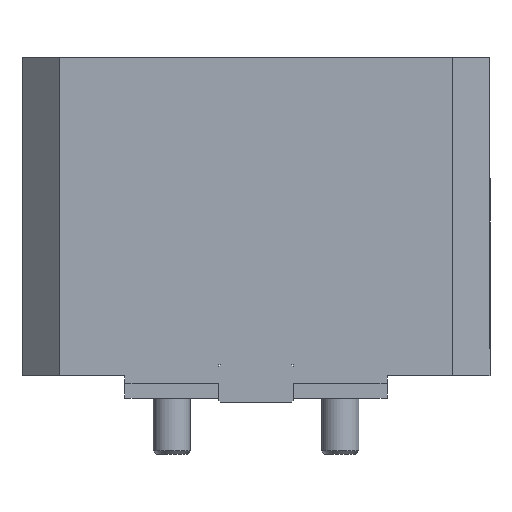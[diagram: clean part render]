
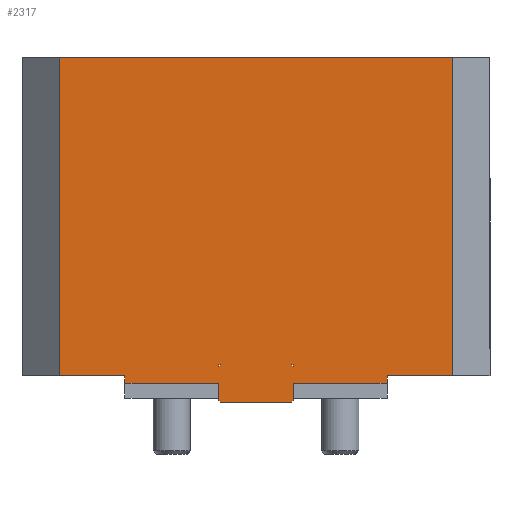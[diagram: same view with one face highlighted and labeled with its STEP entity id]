
A CAD part, front view. The second image highlights one B-rep face of the part: STEP entity #2317.
In plain terms, the highlighted planar face has unit normal (0, -1, 0).
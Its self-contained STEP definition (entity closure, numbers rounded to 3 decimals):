
#76=FACE_BOUND('',#394,.T.);
#77=FACE_BOUND('',#395,.T.);
#145=PLANE('',#2516);
#256=FACE_OUTER_BOUND('',#393,.T.);
#393=EDGE_LOOP('',(#1887,#1888,#1889,#1890,#1891,#1892,#1893,#1894,#1895,
#1896,#1897,#1898,#1899,#1900));
#394=EDGE_LOOP('',(#1901,#1902,#1903));
#395=EDGE_LOOP('',(#1904,#1905,#1906));
#528=LINE('',#3537,#744);
#543=LINE('',#3567,#759);
#547=LINE('',#3575,#763);
#552=LINE('',#3590,#768);
#556=LINE('',#3597,#772);
#558=LINE('',#3602,#774);
#560=LINE('',#3606,#776);
#564=LINE('',#3614,#780);
#568=LINE('',#3620,#784);
#571=LINE('',#3625,#787);
#572=LINE('',#3626,#788);
#575=LINE('',#3633,#791);
#585=LINE('',#3652,#801);
#587=LINE('',#3658,#803);
#595=LINE('',#3674,#811);
#600=LINE('',#3683,#816);
#615=LINE('',#3711,#831);
#616=LINE('',#3713,#832);
#617=LINE('',#3714,#833);
#618=LINE('',#3715,#834);
#744=VECTOR('',#2873,10.);
#759=VECTOR('',#2890,10.);
#763=VECTOR('',#2896,10.);
#768=VECTOR('',#2911,10.);
#772=VECTOR('',#2917,10.);
#774=VECTOR('',#2921,10.);
#776=VECTOR('',#2925,10.);
#780=VECTOR('',#2931,10.);
#784=VECTOR('',#2937,10.);
#787=VECTOR('',#2944,10.);
#788=VECTOR('',#2945,10.);
#791=VECTOR('',#2950,10.);
#801=VECTOR('',#2962,10.);
#803=VECTOR('',#2966,10.);
#811=VECTOR('',#2976,10.);
#816=VECTOR('',#2983,10.);
#831=VECTOR('',#3008,10.);
#832=VECTOR('',#3009,10.);
#833=VECTOR('',#3010,10.);
#834=VECTOR('',#3011,10.);
#1050=VERTEX_POINT('',#3534);
#1051=VERTEX_POINT('',#3536);
#1064=VERTEX_POINT('',#3564);
#1065=VERTEX_POINT('',#3566);
#1067=VERTEX_POINT('',#3572);
#1068=VERTEX_POINT('',#3574);
#1073=VERTEX_POINT('',#3589);
#1075=VERTEX_POINT('',#3595);
#1077=VERTEX_POINT('',#3601);
#1078=VERTEX_POINT('',#3605);
#1081=VERTEX_POINT('',#3613);
#1082=VERTEX_POINT('',#3617);
#1083=VERTEX_POINT('',#3629);
#1085=VERTEX_POINT('',#3632);
#1089=VERTEX_POINT('',#3641);
#1094=VERTEX_POINT('',#3654);
#1096=VERTEX_POINT('',#3657);
#1103=VERTEX_POINT('',#3673);
#1106=VERTEX_POINT('',#3681);
#1115=VERTEX_POINT('',#3712);
#1304=EDGE_CURVE('',#1051,#1050,#528,.T.);
#1319=EDGE_CURVE('',#1065,#1064,#543,.T.);
#1323=EDGE_CURVE('',#1068,#1067,#547,.T.);
#1330=EDGE_CURVE('',#1051,#1073,#552,.T.);
#1334=EDGE_CURVE('',#1075,#1064,#556,.T.);
#1336=EDGE_CURVE('',#1068,#1077,#558,.T.);
#1338=EDGE_CURVE('',#1078,#1077,#560,.T.);
#1342=EDGE_CURVE('',#1078,#1081,#564,.T.);
#1346=EDGE_CURVE('',#1082,#1081,#568,.T.);
#1349=EDGE_CURVE('',#1075,#1065,#571,.T.);
#1350=EDGE_CURVE('',#1050,#1073,#572,.T.);
#1353=EDGE_CURVE('',#1085,#1083,#575,.T.);
#1363=EDGE_CURVE('',#1089,#1085,#585,.T.);
#1365=EDGE_CURVE('',#1096,#1094,#587,.T.);
#1373=EDGE_CURVE('',#1103,#1096,#595,.T.);
#1378=EDGE_CURVE('',#1106,#1083,#600,.T.);
#1393=EDGE_CURVE('',#1067,#1089,#615,.T.);
#1394=EDGE_CURVE('',#1115,#1106,#616,.T.);
#1395=EDGE_CURVE('',#1103,#1115,#617,.T.);
#1396=EDGE_CURVE('',#1094,#1082,#618,.T.);
#1887=ORIENTED_EDGE('',*,*,#1346,.T.);
#1888=ORIENTED_EDGE('',*,*,#1342,.F.);
#1889=ORIENTED_EDGE('',*,*,#1338,.T.);
#1890=ORIENTED_EDGE('',*,*,#1336,.F.);
#1891=ORIENTED_EDGE('',*,*,#1323,.T.);
#1892=ORIENTED_EDGE('',*,*,#1393,.T.);
#1893=ORIENTED_EDGE('',*,*,#1363,.T.);
#1894=ORIENTED_EDGE('',*,*,#1353,.T.);
#1895=ORIENTED_EDGE('',*,*,#1378,.F.);
#1896=ORIENTED_EDGE('',*,*,#1394,.F.);
#1897=ORIENTED_EDGE('',*,*,#1395,.F.);
#1898=ORIENTED_EDGE('',*,*,#1373,.T.);
#1899=ORIENTED_EDGE('',*,*,#1365,.T.);
#1900=ORIENTED_EDGE('',*,*,#1396,.T.);
#1901=ORIENTED_EDGE('',*,*,#1349,.T.);
#1902=ORIENTED_EDGE('',*,*,#1319,.T.);
#1903=ORIENTED_EDGE('',*,*,#1334,.F.);
#1904=ORIENTED_EDGE('',*,*,#1330,.F.);
#1905=ORIENTED_EDGE('',*,*,#1304,.T.);
#1906=ORIENTED_EDGE('',*,*,#1350,.T.);
#2317=ADVANCED_FACE('',(#256,#76,#77),#145,.T.);
#2516=AXIS2_PLACEMENT_3D('',#3710,#3006,#3007);
#2873=DIRECTION('',(0.,0.,1.));
#2890=DIRECTION('',(0.,0.,-1.));
#2896=DIRECTION('',(0.,0.,1.));
#2911=DIRECTION('',(0.707,0.,0.707));
#2917=DIRECTION('',(0.707,0.,-0.707));
#2921=DIRECTION('',(-0.707,0.,-0.707));
#2925=DIRECTION('',(1.,0.,0.));
#2931=DIRECTION('',(-0.707,0.,0.707));
#2937=DIRECTION('',(0.,0.,-1.));
#2944=DIRECTION('',(1.,0.,0.));
#2945=DIRECTION('',(1.,0.,0.));
#2950=DIRECTION('',(1.,0.,0.));
#2962=DIRECTION('',(0.,0.,1.));
#2966=DIRECTION('',(0.,0.,-1.));
#2976=DIRECTION('',(1.,0.,0.));
#2983=DIRECTION('',(0.,0.,-1.));
#3006=DIRECTION('center_axis',(0.,-1.,0.));
#3007=DIRECTION('ref_axis',(1.,0.,0.));
#3008=DIRECTION('',(1.,0.,0.));
#3009=DIRECTION('',(1.,0.,0.));
#3010=DIRECTION('',(0.,0.,1.));
#3011=DIRECTION('',(1.,0.,0.));
#3534=CARTESIAN_POINT('',(-10.,-97.758,87.));
#3536=CARTESIAN_POINT('',(-10.,-97.758,86.5));
#3537=CARTESIAN_POINT('',(-10.,-97.758,84.5));
#3564=CARTESIAN_POINT('',(10.,-97.758,86.5));
#3566=CARTESIAN_POINT('',(10.,-97.758,87.));
#3567=CARTESIAN_POINT('',(10.,-97.758,71.213));
#3572=CARTESIAN_POINT('',(10.,-97.758,82.));
#3574=CARTESIAN_POINT('',(10.,-97.758,77.5));
#3575=CARTESIAN_POINT('',(10.,-97.758,77.));
#3589=CARTESIAN_POINT('',(-9.5,-97.758,87.));
#3590=CARTESIAN_POINT('',(-8.5,-97.758,88.));
#3595=CARTESIAN_POINT('',(9.5,-97.758,87.));
#3597=CARTESIAN_POINT('',(8.5,-97.758,88.));
#3601=CARTESIAN_POINT('',(9.5,-97.758,77.));
#3602=CARTESIAN_POINT('',(8.5,-97.758,76.));
#3605=CARTESIAN_POINT('',(-9.5,-97.758,77.));
#3606=CARTESIAN_POINT('',(-10.,-97.758,77.));
#3613=CARTESIAN_POINT('',(-10.,-97.758,77.5));
#3614=CARTESIAN_POINT('',(-8.5,-97.758,76.));
#3617=CARTESIAN_POINT('',(-10.,-97.758,82.));
#3620=CARTESIAN_POINT('',(-10.,-97.758,87.));
#3625=CARTESIAN_POINT('',(-26.25,-97.758,87.));
#3626=CARTESIAN_POINT('',(-26.25,-97.758,87.));
#3629=CARTESIAN_POINT('',(52.5,-97.758,84.));
#3632=CARTESIAN_POINT('',(35.,-97.758,84.));
#3633=CARTESIAN_POINT('',(9.414,-97.758,84.));
#3641=CARTESIAN_POINT('',(35.,-97.758,82.));
#3652=CARTESIAN_POINT('',(35.,-97.758,83.));
#3654=CARTESIAN_POINT('',(-35.,-97.758,82.));
#3657=CARTESIAN_POINT('',(-35.,-97.758,84.));
#3658=CARTESIAN_POINT('',(-35.,-97.758,73.631));
#3673=CARTESIAN_POINT('',(-52.5,-97.758,84.));
#3674=CARTESIAN_POINT('',(-48.75,-97.758,84.));
#3681=CARTESIAN_POINT('',(52.5,-97.758,169.));
#3683=CARTESIAN_POINT('',(52.5,-97.758,103.094));
#3710=CARTESIAN_POINT('Origin',(-62.5,-97.758,82.));
#3711=CARTESIAN_POINT('',(-62.5,-97.758,82.));
#3712=CARTESIAN_POINT('',(-52.5,-97.758,169.));
#3713=CARTESIAN_POINT('',(-62.5,-97.758,169.));
#3714=CARTESIAN_POINT('',(-52.5,-97.758,103.094));
#3715=CARTESIAN_POINT('',(-62.5,-97.758,82.));
